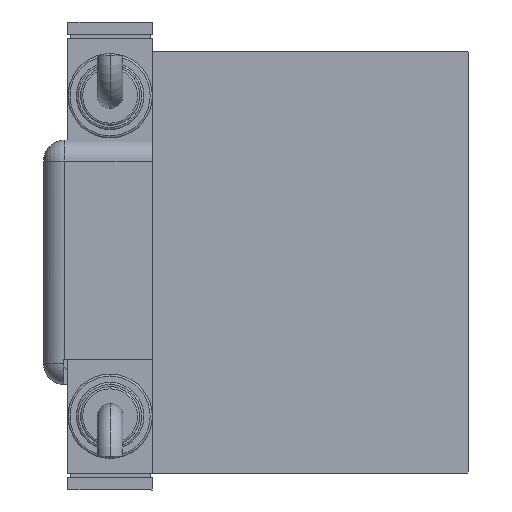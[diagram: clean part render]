
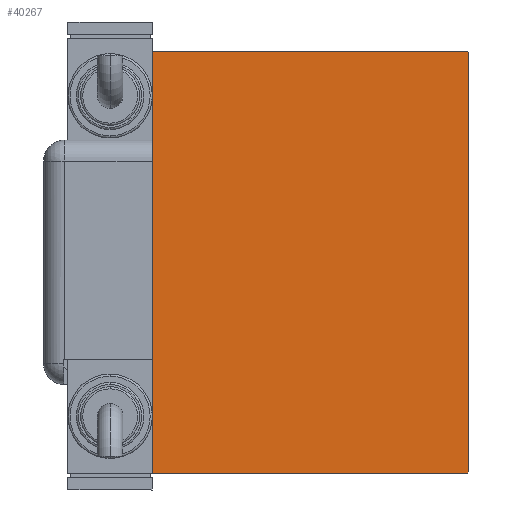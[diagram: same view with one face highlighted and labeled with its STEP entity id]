
A CAD part, left-side view. The second image highlights one B-rep face of the part: STEP entity #40267.
In plain terms, the highlighted face is planar.
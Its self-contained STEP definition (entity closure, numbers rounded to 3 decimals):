
#1524 = VERTEX_POINT ( 'NONE', #6470 ) ;
#2056 = LINE ( 'NONE', #38643, #12317 ) ;
#2357 = DIRECTION ( 'NONE',  ( 0., 0., 1. ) ) ;
#3682 = CARTESIAN_POINT ( 'NONE',  ( 98., -37.5, 50. ) ) ;
#5492 = EDGE_CURVE ( 'NONE', #51639, #36858, #42563, .T. ) ;
#6277 = LINE ( 'NONE', #10717, #50284 ) ;
#6349 = CARTESIAN_POINT ( 'NONE',  ( 98., 37.5, 49.7 ) ) ;
#6470 = CARTESIAN_POINT ( 'NONE',  ( 98., -37.2, 50. ) ) ;
#6686 = LINE ( 'NONE', #24851, #50338 ) ;
#7240 = VERTEX_POINT ( 'NONE', #51074 ) ;
#8491 = PLANE ( 'NONE',  #45366 ) ;
#9286 = DIRECTION ( 'NONE',  ( 0., 0.707, -0.707 ) ) ;
#10717 = CARTESIAN_POINT ( 'NONE',  ( 98., -37.5, -50. ) ) ;
#10788 = VECTOR ( 'NONE', #22427, 1000. ) ;
#11024 = ORIENTED_EDGE ( 'NONE', *, *, #55391, .T. ) ;
#12037 = EDGE_CURVE ( 'NONE', #13763, #45228, #6277, .T. ) ;
#12317 = VECTOR ( 'NONE', #2357, 1000. ) ;
#12548 = ORIENTED_EDGE ( 'NONE', *, *, #5492, .T. ) ;
#13175 = LINE ( 'NONE', #3682, #10788 ) ;
#13541 = DIRECTION ( 'NONE',  ( 1., 0., 0. ) ) ;
#13763 = VERTEX_POINT ( 'NONE', #52711 ) ;
#14132 = EDGE_CURVE ( 'NONE', #49969, #13763, #25991, .T. ) ;
#18488 = DIRECTION ( 'NONE',  ( 0., 0.707, 0.707 ) ) ;
#18521 = CARTESIAN_POINT ( 'NONE',  ( 98., 43.6, 43.6 ) ) ;
#18916 = EDGE_CURVE ( 'NONE', #1524, #7240, #19292, .T. ) ;
#19292 = LINE ( 'NONE', #50519, #37236 ) ;
#21838 = ORIENTED_EDGE ( 'NONE', *, *, #18916, .T. ) ;
#22427 = DIRECTION ( 'NONE',  ( 0., 0., -1. ) ) ;
#22432 = VECTOR ( 'NONE', #50628, 1000. ) ;
#23988 = EDGE_LOOP ( 'NONE', ( #47746, #58297, #52639, #12548, #11024, #21838, #24800, #28326 ) ) ;
#24800 = ORIENTED_EDGE ( 'NONE', *, *, #26511, .T. ) ;
#24851 = CARTESIAN_POINT ( 'NONE',  ( 98., 37.5, 50. ) ) ;
#24905 = CARTESIAN_POINT ( 'NONE',  ( 98., 37.2, -50. ) ) ;
#25885 = CARTESIAN_POINT ( 'NONE',  ( 98., 43.6, -43.6 ) ) ;
#25991 = LINE ( 'NONE', #26867, #46614 ) ;
#26511 = EDGE_CURVE ( 'NONE', #7240, #49969, #13175, .T. ) ;
#26867 = CARTESIAN_POINT ( 'NONE',  ( 98., -43.6, -43.6 ) ) ;
#27543 = DIRECTION ( 'NONE',  ( 0., 0., -1. ) ) ;
#28323 = DIRECTION ( 'NONE',  ( 0., 1., 0. ) ) ;
#28326 = ORIENTED_EDGE ( 'NONE', *, *, #14132, .T. ) ;
#28518 = DIRECTION ( 'NONE',  ( 0., -0.707, -0.707 ) ) ;
#33272 = EDGE_CURVE ( 'NONE', #45228, #53802, #48166, .T. ) ;
#34804 = VECTOR ( 'NONE', #18488, 1000. ) ;
#35278 = CARTESIAN_POINT ( 'NONE',  ( 98., 0., 0. ) ) ;
#36447 = FACE_OUTER_BOUND ( 'NONE', #23988, .T. ) ;
#36858 = VERTEX_POINT ( 'NONE', #40982 ) ;
#37236 = VECTOR ( 'NONE', #28518, 1000. ) ;
#38643 = CARTESIAN_POINT ( 'NONE',  ( 98., 37.5, -50. ) ) ;
#40267 = ADVANCED_FACE ( 'NONE', ( #36447 ), #8491, .T. ) ;
#40982 = CARTESIAN_POINT ( 'NONE',  ( 98., 37.2, 50. ) ) ;
#42512 = CARTESIAN_POINT ( 'NONE',  ( 98., 37.5, -49.7 ) ) ;
#42563 = LINE ( 'NONE', #18521, #22432 ) ;
#42958 = DIRECTION ( 'NONE',  ( 0., -1., 0. ) ) ;
#45228 = VERTEX_POINT ( 'NONE', #24905 ) ;
#45366 = AXIS2_PLACEMENT_3D ( 'NONE', #35278, #13541, #27543 ) ;
#46614 = VECTOR ( 'NONE', #9286, 1000. ) ;
#47746 = ORIENTED_EDGE ( 'NONE', *, *, #12037, .T. ) ;
#48166 = LINE ( 'NONE', #25885, #34804 ) ;
#49296 = CARTESIAN_POINT ( 'NONE',  ( 98., -37.5, -49.7 ) ) ;
#49969 = VERTEX_POINT ( 'NONE', #49296 ) ;
#50284 = VECTOR ( 'NONE', #28323, 1000. ) ;
#50338 = VECTOR ( 'NONE', #42958, 1000. ) ;
#50519 = CARTESIAN_POINT ( 'NONE',  ( 98., -43.6, 43.6 ) ) ;
#50628 = DIRECTION ( 'NONE',  ( 0., -0.707, 0.707 ) ) ;
#51074 = CARTESIAN_POINT ( 'NONE',  ( 98., -37.5, 49.7 ) ) ;
#51639 = VERTEX_POINT ( 'NONE', #6349 ) ;
#52639 = ORIENTED_EDGE ( 'NONE', *, *, #53784, .T. ) ;
#52711 = CARTESIAN_POINT ( 'NONE',  ( 98., -37.2, -50. ) ) ;
#53784 = EDGE_CURVE ( 'NONE', #53802, #51639, #2056, .T. ) ;
#53802 = VERTEX_POINT ( 'NONE', #42512 ) ;
#55391 = EDGE_CURVE ( 'NONE', #36858, #1524, #6686, .T. ) ;
#58297 = ORIENTED_EDGE ( 'NONE', *, *, #33272, .T. ) ;
